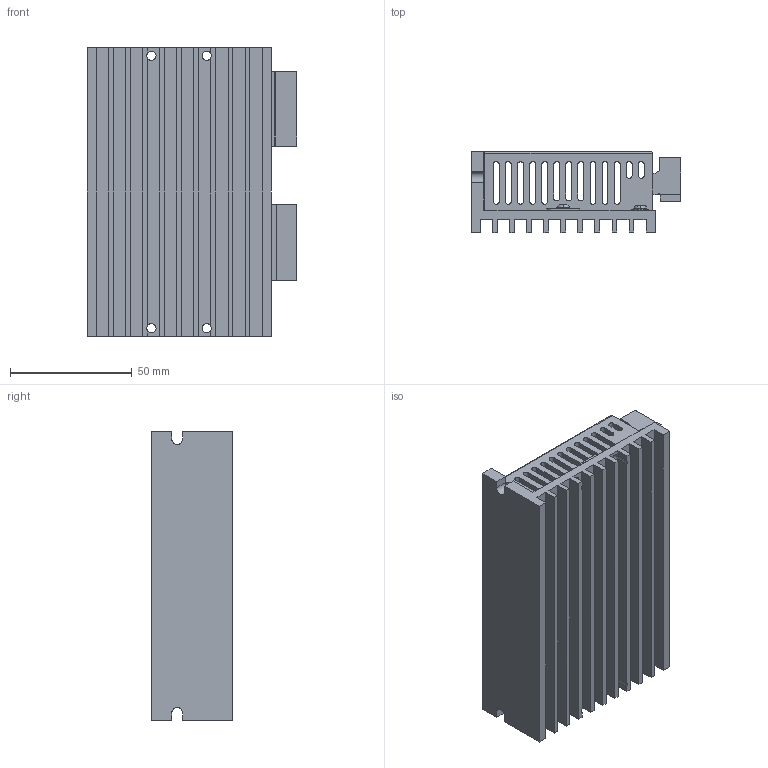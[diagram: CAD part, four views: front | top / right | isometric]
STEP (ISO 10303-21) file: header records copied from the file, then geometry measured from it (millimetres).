
FILE_DESCRIPTION (( 'STEP AP214' ), '1' );
FILE_NAME ('STP-DRV-6575.STEP', '2021-01-12T17:26:41', ( '' ), ( '' ), 'SwSTEP 2.0', 'SolidWorks 2017', '' );
FILE_SCHEMA (( 'AUTOMOTIVE_DESIGN' ));
Length unit declared in the file: millimetre
Products named in the file (1): STP-DRV-6575
Bounding box: 86.03 x 33.02 x 118.37 mm (x, y, z)
Volume: 186217.1 mm3; surface area: 100612.7 mm2
Topology: 1 solids, 1 shells, 637 faces, 1653 edges, 1097 vertices
Faces by surface type: plane 515, cylinder 109, bspline 8, cone 5
Entity records: 21404 total; most frequent: CARTESIAN_POINT 4064, ORIENTED_EDGE 3306, DIRECTION 3091, EDGE_CURVE 1653, LINE 1355, VECTOR 1355, VERTEX_POINT 1097, AXIS2_PLACEMENT_3D 868
